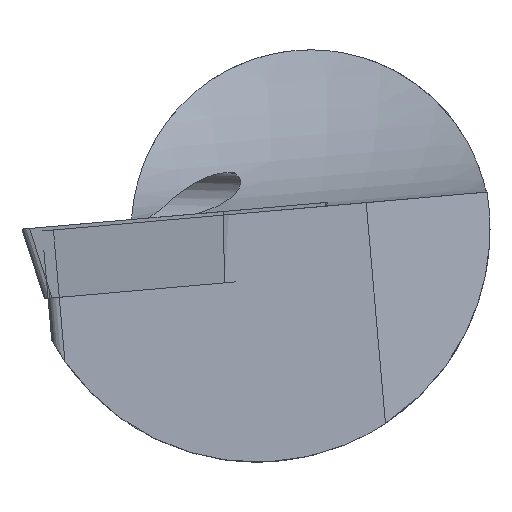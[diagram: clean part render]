
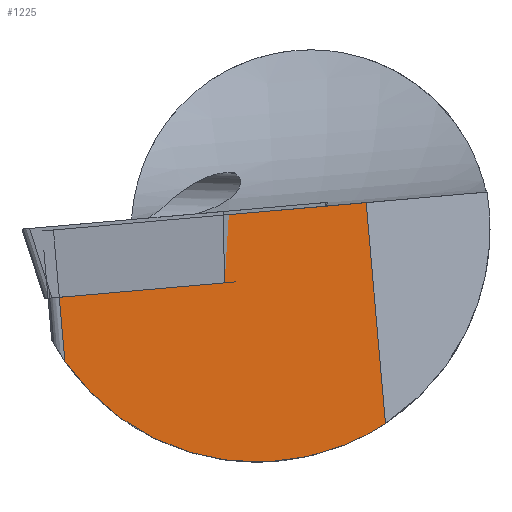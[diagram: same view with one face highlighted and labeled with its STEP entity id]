
A CAD part, front view. The second image highlights one B-rep face of the part: STEP entity #1225.
In plain terms, the highlighted face is planar.
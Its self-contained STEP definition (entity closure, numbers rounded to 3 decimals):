
#89=ELLIPSE('',#1350,13.018,13.);
#100=LINE('',#1884,#197);
#114=LINE('',#2034,#211);
#115=LINE('',#2035,#212);
#197=VECTOR('',#1497,1000.);
#211=VECTOR('',#1559,1000.);
#212=VECTOR('',#1560,1000.);
#357=ORIENTED_EDGE('',*,*,#653,.F.);
#358=ORIENTED_EDGE('',*,*,#677,.T.);
#359=ORIENTED_EDGE('',*,*,#639,.T.);
#360=ORIENTED_EDGE('',*,*,#678,.F.);
#639=EDGE_CURVE('',#811,#810,#100,.T.);
#653=EDGE_CURVE('',#823,#819,#89,.F.);
#677=EDGE_CURVE('',#823,#811,#114,.T.);
#678=EDGE_CURVE('',#819,#810,#115,.T.);
#810=VERTEX_POINT('',#1883);
#811=VERTEX_POINT('',#1885);
#819=VERTEX_POINT('',#1910);
#823=VERTEX_POINT('',#1931);
#990=EDGE_LOOP('',(#357,#358,#359,#360));
#1088=FACE_BOUND('',#990,.T.);
#1176=PLANE('',#1368);
#1225=ADVANCED_FACE('',(#1088),#1176,.F.);
#1350=AXIS2_PLACEMENT_3D('',#1932,#1513,#1514);
#1368=AXIS2_PLACEMENT_3D('',#2033,#1557,#1558);
#1497=DIRECTION('',(-0.052,0.995,-0.087));
#1513=DIRECTION('',(-0.999,-0.052,0.005));
#1514=DIRECTION('',(-0.052,0.995,-0.087));
#1557=DIRECTION('',(0.999,0.052,-0.005));
#1558=DIRECTION('',(0.052,-0.999,0.));
#1559=DIRECTION('',(0.,0.087,0.996));
#1560=DIRECTION('',(0.,0.087,0.996));
#1883=CARTESIAN_POINT('',(0.57,14.352,-0.048));
#1884=CARTESIAN_POINT('',(1.135,3.616,0.891));
#1885=CARTESIAN_POINT('',(1.488,-3.091,1.478));
#1910=CARTESIAN_POINT('',(0.57,13.711,-7.367));
#1931=CARTESIAN_POINT('',(1.488,-4.169,-10.844));
#1932=CARTESIAN_POINT('',(1.163,3.,0.));
#2033=CARTESIAN_POINT('',(1.087,2.812,-18.914));
#2034=CARTESIAN_POINT('',(1.488,-4.817,-18.246));
#2035=CARTESIAN_POINT('',(0.57,12.626,-19.772));
